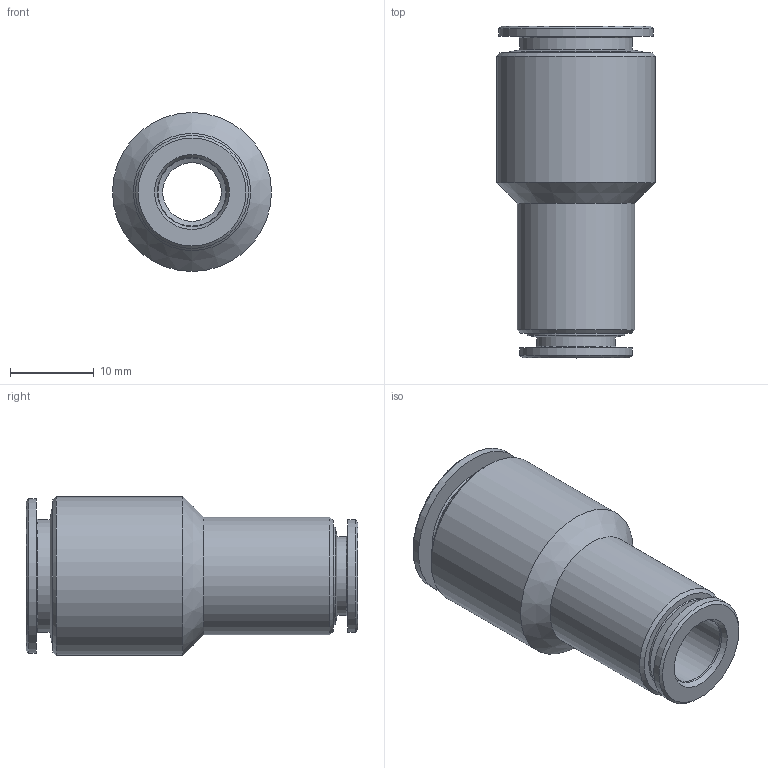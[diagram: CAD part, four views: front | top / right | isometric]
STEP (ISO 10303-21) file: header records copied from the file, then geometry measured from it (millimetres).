
FILE_DESCRIPTION(( 'MA.26.12.08.stp' ), '1');
FILE_NAME( 'MA.26.12.08.stp', '2021-03-01T15:18:35',( 'Sopra'),('sopra-pneumatic.com'), 'SwSTEP 2.0','SolidWorks 2009','' );
FILE_SCHEMA( ( 'AUTOMOTIVE_DESIGN { 1 0 10303 214 1 1 1 1 }' ) );
Length unit declared in the file: metre
Products named in the file (1): Rivoluzione1
Bounding box: 19 x 39.65 x 19 mm (x, y, z)
Volume: 4893 mm3; surface area: 3947.7 mm2
Topology: 1 solids, 1 shells, 37 faces, 72 edges, 43 vertices
Faces by surface type: cone 14, cylinder 13, plane 8, torus 2
Full cylindrical faces by diameter (mm): 7 x1, 8.15 x1, 9.4 x1, 11.65 x1, 12.15 x2, 13.5 x2, 14 x1, 16.25 x1, 17.8 x1, 18.5 x1, 19 x1
Entity records: 1060 total; most frequent: DIRECTION 150, CARTESIAN_POINT 112, AXIS2_PLACEMENT_3D 75, EDGE_LOOP 74, ORIENTED_EDGE 74, FACE_OUTER_BOUND 52, STYLED_ITEM 37, PRESENTATION_STYLE_ASSIGNMENT 37
